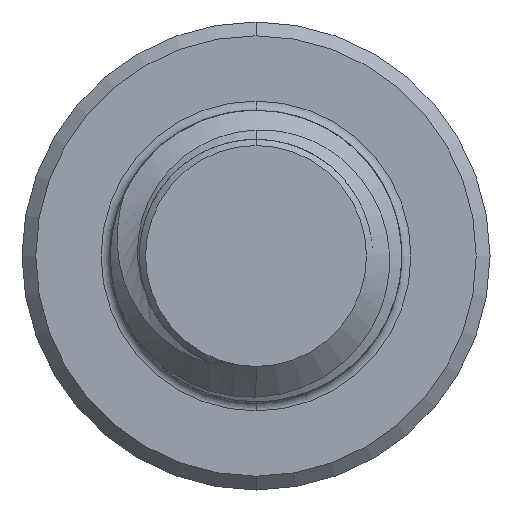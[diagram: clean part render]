
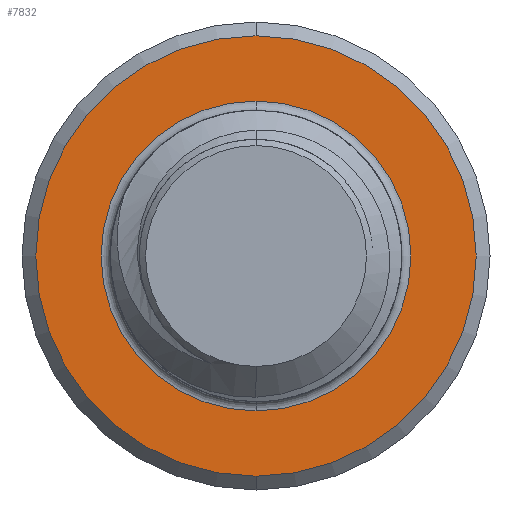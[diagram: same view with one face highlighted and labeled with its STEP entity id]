
A CAD part, front view. The second image highlights one B-rep face of the part: STEP entity #7832.
In plain terms, the highlighted planar face has unit normal (0, -1, 0).
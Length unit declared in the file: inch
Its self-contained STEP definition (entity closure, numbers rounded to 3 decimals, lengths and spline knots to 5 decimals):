
#107 = CARTESIAN_POINT ( 'NONE',  ( 0., 0., 0.101 ) ) ;
#322 = EDGE_CURVE ( 'NONE', #6108, #6598, #6784, .T. ) ;
#541 = DIRECTION ( 'NONE',  ( 0., 0., 1. ) ) ;
#933 = DIRECTION ( 'NONE',  ( 0., -1., 0. ) ) ;
#1229 = DIRECTION ( 'NONE',  ( 0., 0., 1. ) ) ;
#2044 = AXIS2_PLACEMENT_3D ( 'NONE', #9772, #5413, #7747 ) ;
#3635 = CARTESIAN_POINT ( 'NONE',  ( 0., 0., 0. ) ) ;
#3713 = EDGE_CURVE ( 'NONE', #6598, #6108, #9448, .T. ) ;
#4343 = EDGE_CURVE ( 'NONE', #12251, #6111, #12290, .T. ) ;
#4545 = DIRECTION ( 'NONE',  ( 0., 0., 1. ) ) ;
#5413 = DIRECTION ( 'NONE',  ( 0., 1., 0. ) ) ;
#5499 = DIRECTION ( 'NONE',  ( 0., 0., 1. ) ) ;
#5739 = EDGE_LOOP ( 'NONE', ( #11265, #8989 ) ) ;
#5815 = CARTESIAN_POINT ( 'NONE',  ( 0., 0., 0. ) ) ;
#5974 = FACE_OUTER_BOUND ( 'NONE', #12665, .T. ) ;
#6108 = VERTEX_POINT ( 'NONE', #9928 ) ;
#6111 = VERTEX_POINT ( 'NONE', #9794 ) ;
#6149 = AXIS2_PLACEMENT_3D ( 'NONE', #9251, #933, #5499 ) ;
#6167 = DIRECTION ( 'NONE',  ( 0., -1., 0. ) ) ;
#6598 = VERTEX_POINT ( 'NONE', #107 ) ;
#6784 = CIRCLE ( 'NONE', #11328, 0.101 ) ;
#7603 = ORIENTED_EDGE ( 'NONE', *, *, #11289, .T. ) ;
#7747 = DIRECTION ( 'NONE',  ( 0., 0., 1. ) ) ;
#7832 = ADVANCED_FACE ( 'NONE', ( #11491, #5974 ), #11566, .F. ) ;
#8265 = CARTESIAN_POINT ( 'NONE',  ( 0., 0., 0. ) ) ;
#8967 = AXIS2_PLACEMENT_3D ( 'NONE', #8265, #6167, #541 ) ;
#8989 = ORIENTED_EDGE ( 'NONE', *, *, #322, .T. ) ;
#9251 = CARTESIAN_POINT ( 'NONE',  ( 0., 0., 0. ) ) ;
#9448 = CIRCLE ( 'NONE', #2044, 0.101 ) ;
#9772 = CARTESIAN_POINT ( 'NONE',  ( 0., 0., 0. ) ) ;
#9794 = CARTESIAN_POINT ( 'NONE',  ( 0., 0., -0.1435 ) ) ;
#9928 = CARTESIAN_POINT ( 'NONE',  ( 0., 0., -0.101 ) ) ;
#10677 = CIRCLE ( 'NONE', #6149, 0.1435 ) ;
#11265 = ORIENTED_EDGE ( 'NONE', *, *, #3713, .T. ) ;
#11289 = EDGE_CURVE ( 'NONE', #6111, #12251, #10677, .T. ) ;
#11328 = AXIS2_PLACEMENT_3D ( 'NONE', #3635, #12731, #1229 ) ;
#11417 = DIRECTION ( 'NONE',  ( 0., 1., 0. ) ) ;
#11491 = FACE_BOUND ( 'NONE', #5739, .T. ) ;
#11566 = PLANE ( 'NONE',  #11618 ) ;
#11618 = AXIS2_PLACEMENT_3D ( 'NONE', #5815, #11417, #4545 ) ;
#12251 = VERTEX_POINT ( 'NONE', #12993 ) ;
#12290 = CIRCLE ( 'NONE', #8967, 0.1435 ) ;
#12527 = ORIENTED_EDGE ( 'NONE', *, *, #4343, .T. ) ;
#12665 = EDGE_LOOP ( 'NONE', ( #12527, #7603 ) ) ;
#12731 = DIRECTION ( 'NONE',  ( 0., 1., 0. ) ) ;
#12993 = CARTESIAN_POINT ( 'NONE',  ( 0., 0., 0.1435 ) ) ;
